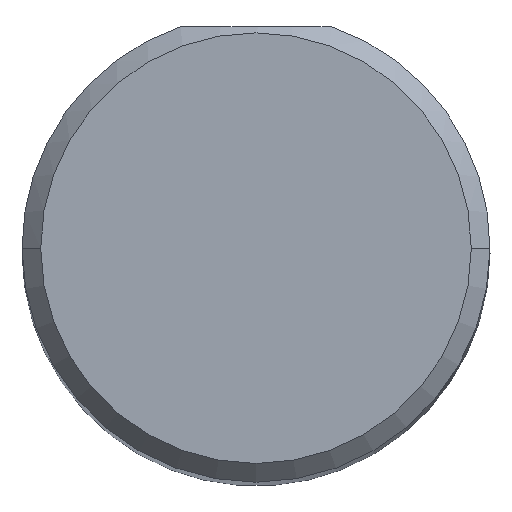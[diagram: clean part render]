
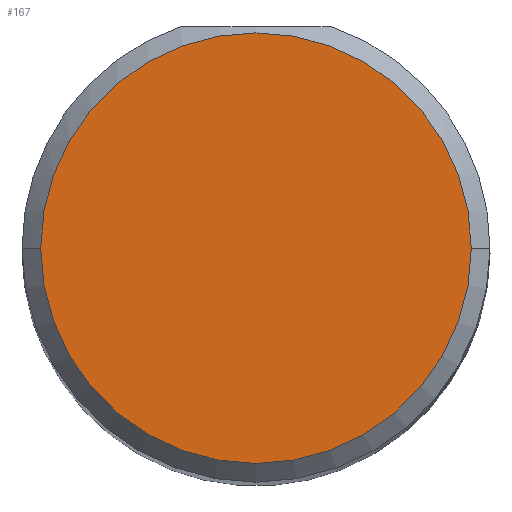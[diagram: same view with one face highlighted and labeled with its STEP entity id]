
A CAD part, top view. The second image highlights one B-rep face of the part: STEP entity #167.
In plain terms, the highlighted planar face has unit normal (0, 0, 1).
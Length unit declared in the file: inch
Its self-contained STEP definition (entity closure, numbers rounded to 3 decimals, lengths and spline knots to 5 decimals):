
#35 = DIRECTION ( 'NONE',  ( 1., 0., 0. ) ) ;
#50 = EDGE_CURVE ( 'NONE', #710, #455, #118, .T. ) ;
#61 = CARTESIAN_POINT ( 'NONE',  ( -0.1725, 0., 2.5 ) ) ;
#82 = AXIS2_PLACEMENT_3D ( 'NONE', #324, #560, #35 ) ;
#90 = PLANE ( 'NONE',  #82 ) ;
#118 = CIRCLE ( 'NONE', #670, 0.1725 ) ;
#145 = EDGE_CURVE ( 'NONE', #455, #710, #301, .T. ) ;
#158 = CARTESIAN_POINT ( 'NONE',  ( 0., 0., 2.5 ) ) ;
#161 = DIRECTION ( 'NONE',  ( 1., 0., 0. ) ) ;
#167 = ADVANCED_FACE ( 'NONE', ( #168 ), #90, .T. ) ;
#168 = FACE_OUTER_BOUND ( 'NONE', #634, .T. ) ;
#176 = ORIENTED_EDGE ( 'NONE', *, *, #145, .T. ) ;
#261 = DIRECTION ( 'NONE',  ( 0., 0., 1. ) ) ;
#301 = CIRCLE ( 'NONE', #313, 0.1725 ) ;
#313 = AXIS2_PLACEMENT_3D ( 'NONE', #158, #456, #161 ) ;
#324 = CARTESIAN_POINT ( 'NONE',  ( 0., 0., 2.5 ) ) ;
#330 = ORIENTED_EDGE ( 'NONE', *, *, #50, .T. ) ;
#425 = CARTESIAN_POINT ( 'NONE',  ( 0.1725, 0., 2.5 ) ) ;
#455 = VERTEX_POINT ( 'NONE', #425 ) ;
#456 = DIRECTION ( 'NONE',  ( 0., 0., 1. ) ) ;
#545 = CARTESIAN_POINT ( 'NONE',  ( 0., 0., 2.5 ) ) ;
#560 = DIRECTION ( 'NONE',  ( 0., 0., 1. ) ) ;
#634 = EDGE_LOOP ( 'NONE', ( #330, #176 ) ) ;
#670 = AXIS2_PLACEMENT_3D ( 'NONE', #545, #261, #727 ) ;
#710 = VERTEX_POINT ( 'NONE', #61 ) ;
#727 = DIRECTION ( 'NONE',  ( 1., 0., 0. ) ) ;
